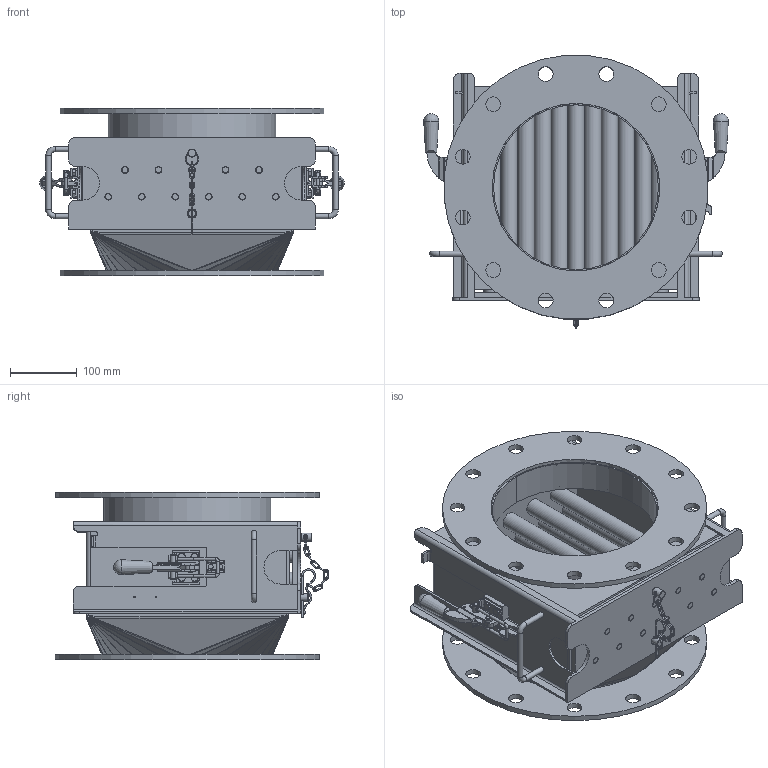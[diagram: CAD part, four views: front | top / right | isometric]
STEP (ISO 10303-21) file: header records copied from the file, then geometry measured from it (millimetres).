
FILE_DESCRIPTION(/* description */ (''),/* implementation_level */ '2;1');
FILE_NAME(/* name */ 'SECF250638 B.stp',/* time_stamp */ '2018-06-26T12:17:05+02:00',/* author */ ('cr'),/* organization */ (''),/* preprocessor_version */ 'ST-DEVELOPER v16.5',/* originating_system */ 'Autodesk Inventor 2017',/* authorisation */ '');
FILE_SCHEMA (('AUTOMOTIVE_DESIGN { 1 0 10303 214 3 1 1 }'));
Products named in the file (1): Part2
Bounding box: 455.08 x 407.71 x 250 mm (x, y, z)
Volume: 3245112.5 mm3; surface area: 1834240.2 mm2
Topology: 15 solids, 32 shells, 1530 faces, 3602 edges, 2191 vertices
Faces by surface type: plane 654, cylinder 489, cone 241, bspline 98, torus 46, sphere 2
Full cylindrical faces by diameter (mm): 2 x16, 2.459 x2, 2.5 x3, 3.2 x8, 4 x13, 4.763 x7, 4.826 x10, 4.917 x8, 5.459 x8, 5.588 x4, 6 x10, 6.2 x2, 6.731 x8, 6.858 x4, 7.112 x2, 8 x6, 8.7 x8, 9.525 x2, 9.652 x4, 10 x13, 10.1 x1, 12 x13, 14 x3, 22 x24, 24 x11, 25 x33, 246 x1, 250 x3, 395 x2
Entity records: 47849 total; most frequent: CARTESIAN_POINT 13385, DIRECTION 6830, ORIENTED_EDGE 6400, EDGE_CURVE 3112, AXIS2_PLACEMENT_3D 2689, EDGE_LOOP 2162, VERTEX_POINT 2054, STYLED_ITEM 1530
